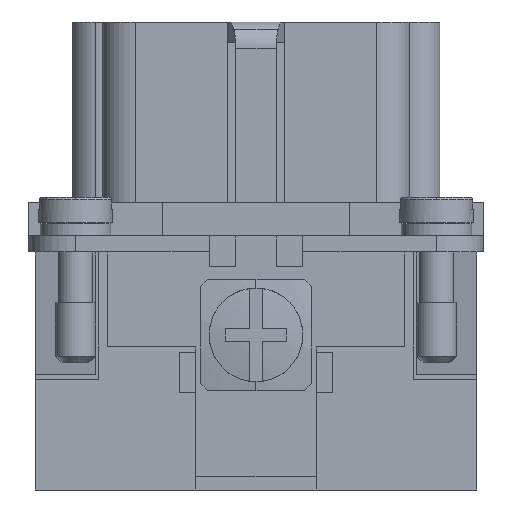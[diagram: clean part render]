
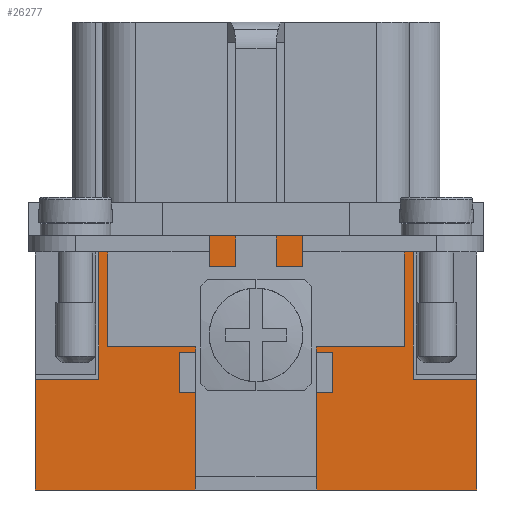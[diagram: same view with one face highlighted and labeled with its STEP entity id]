
A CAD part, left-side view. The second image highlights one B-rep face of the part: STEP entity #26277.
In plain terms, the highlighted planar face has unit normal (-1, 0, 0).
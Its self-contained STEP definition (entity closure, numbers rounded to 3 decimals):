
#15522=CARTESIAN_POINT('',(-31.6,11.75,19.0));
#15523=VERTEX_POINT('',#15522);
#15530=CARTESIAN_POINT('',(-31.6,-11.75,19.0));
#15531=VERTEX_POINT('',#15530);
#15532=CARTESIAN_POINT('',(-31.6,-11.75,19.0));
#15533=DIRECTION('',(0.0,1.0,0.0));
#15534=VECTOR('',#15533,23.5);
#15535=LINE('',#15532,#15534);
#15536=EDGE_CURVE('',#15531,#15523,#15535,.T.);
#25775=CARTESIAN_POINT('',(-31.6,11.75,8.3));
#25776=VERTEX_POINT('',#25775);
#25785=CARTESIAN_POINT('',(-31.6,11.75,19.0));
#25786=DIRECTION('',(0.0,0.0,-1.0));
#25787=VECTOR('',#25786,10.7);
#25788=LINE('',#25785,#25787);
#25789=EDGE_CURVE('',#15523,#25776,#25788,.T.);
#25831=CARTESIAN_POINT('',(-31.6,16.5,8.3));
#25832=VERTEX_POINT('',#25831);
#25833=CARTESIAN_POINT('',(-31.6,11.75,8.3));
#25834=DIRECTION('',(0.0,1.0,0.0));
#25835=VECTOR('',#25834,4.75);
#25836=LINE('',#25833,#25835);
#25837=EDGE_CURVE('',#25776,#25832,#25836,.T.);
#26047=CARTESIAN_POINT('',(-31.6,-11.75,8.3));
#26048=VERTEX_POINT('',#26047);
#26057=CARTESIAN_POINT('',(-31.6,-11.75,8.3));
#26058=DIRECTION('',(0.0,0.0,1.0));
#26059=VECTOR('',#26058,10.7);
#26060=LINE('',#26057,#26059);
#26061=EDGE_CURVE('',#26048,#15531,#26060,.T.);
#26071=CARTESIAN_POINT('',(-31.6,-16.5,8.3));
#26072=VERTEX_POINT('',#26071);
#26073=CARTESIAN_POINT('',(-31.6,-16.5,8.3));
#26074=DIRECTION('',(0.0,1.0,0.0));
#26075=VECTOR('',#26074,4.75);
#26076=LINE('',#26073,#26075);
#26077=EDGE_CURVE('',#26072,#26048,#26076,.T.);
#26107=CARTESIAN_POINT('',(-31.6,16.5,0.0));
#26108=VERTEX_POINT('',#26107);
#26115=CARTESIAN_POINT('',(-31.6,16.5,0.0));
#26116=DIRECTION('',(0.0,0.0,1.0));
#26117=VECTOR('',#26116,8.3);
#26118=LINE('',#26115,#26117);
#26119=EDGE_CURVE('',#26108,#25832,#26118,.T.);
#26218=CARTESIAN_POINT('',(-31.6,-16.5,0.0));
#26219=DIRECTION('',(-1.0,0.0,0.0));
#26220=DIRECTION('',(0.0,0.0,1.0));
#26221=AXIS2_PLACEMENT_3D('',#26218,#26219,#26220);
#26222=PLANE('',#26221);
#26223=ORIENTED_EDGE('',*,*,#25789,.T.);
#26224=ORIENTED_EDGE('',*,*,#25837,.T.);
#26225=ORIENTED_EDGE('',*,*,#26119,.F.);
#26226=CARTESIAN_POINT('',(-31.6,4.55,0.0));
#26227=VERTEX_POINT('',#26226);
#26228=CARTESIAN_POINT('',(-31.6,4.55,0.0));
#26229=DIRECTION('',(0.0,1.0,0.0));
#26230=VECTOR('',#26229,11.95);
#26231=LINE('',#26228,#26230);
#26232=EDGE_CURVE('',#26227,#26108,#26231,.T.);
#26233=ORIENTED_EDGE('',*,*,#26232,.F.);
#26234=CARTESIAN_POINT('',(-31.6,4.55,3.5));
#26235=VERTEX_POINT('',#26234);
#26236=CARTESIAN_POINT('',(-31.6,4.55,0.0));
#26237=DIRECTION('',(0.0,0.0,1.0));
#26238=VECTOR('',#26237,3.5);
#26239=LINE('',#26236,#26238);
#26240=EDGE_CURVE('',#26227,#26235,#26239,.T.);
#26241=ORIENTED_EDGE('',*,*,#26240,.T.);
#26242=CARTESIAN_POINT('',(-31.6,-4.55,3.5));
#26243=VERTEX_POINT('',#26242);
#26244=CARTESIAN_POINT('',(-31.6,4.55,3.5));
#26245=DIRECTION('',(0.0,-1.0,0.0));
#26246=VECTOR('',#26245,9.1);
#26247=LINE('',#26244,#26246);
#26248=EDGE_CURVE('',#26235,#26243,#26247,.T.);
#26249=ORIENTED_EDGE('',*,*,#26248,.T.);
#26250=CARTESIAN_POINT('',(-31.6,-4.55,0.0));
#26251=VERTEX_POINT('',#26250);
#26252=CARTESIAN_POINT('',(-31.6,-4.55,3.5));
#26253=DIRECTION('',(0.0,0.0,-1.0));
#26254=VECTOR('',#26253,3.5);
#26255=LINE('',#26252,#26254);
#26256=EDGE_CURVE('',#26243,#26251,#26255,.T.);
#26257=ORIENTED_EDGE('',*,*,#26256,.T.);
#26258=CARTESIAN_POINT('',(-31.6,-16.5,0.0));
#26259=VERTEX_POINT('',#26258);
#26260=CARTESIAN_POINT('',(-31.6,-16.5,0.0));
#26261=DIRECTION('',(0.0,1.0,0.0));
#26262=VECTOR('',#26261,11.95);
#26263=LINE('',#26260,#26262);
#26264=EDGE_CURVE('',#26259,#26251,#26263,.T.);
#26265=ORIENTED_EDGE('',*,*,#26264,.F.);
#26266=CARTESIAN_POINT('',(-31.6,-16.5,0.0));
#26267=DIRECTION('',(0.0,0.0,1.0));
#26268=VECTOR('',#26267,8.3);
#26269=LINE('',#26266,#26268);
#26270=EDGE_CURVE('',#26259,#26072,#26269,.T.);
#26271=ORIENTED_EDGE('',*,*,#26270,.T.);
#26272=ORIENTED_EDGE('',*,*,#26077,.T.);
#26273=ORIENTED_EDGE('',*,*,#26061,.T.);
#26274=ORIENTED_EDGE('',*,*,#15536,.T.);
#26275=EDGE_LOOP('',(#26223,#26224,#26225,#26233,#26241,#26249,#26257,#26265,#26271,#26272,#26273,#26274));
#26276=FACE_OUTER_BOUND('',#26275,.T.);
#26277=ADVANCED_FACE('',(#26276),#26222,.T.);
